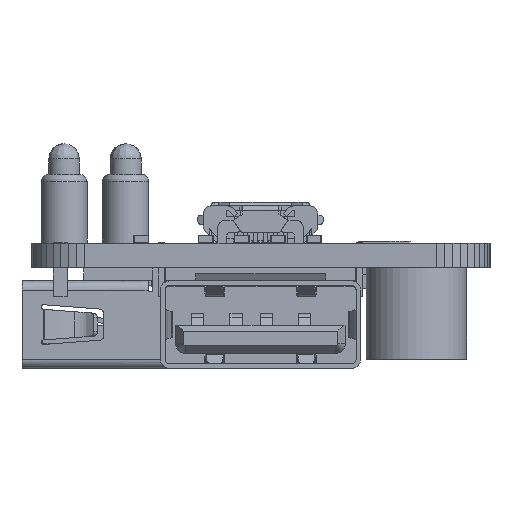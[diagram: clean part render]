
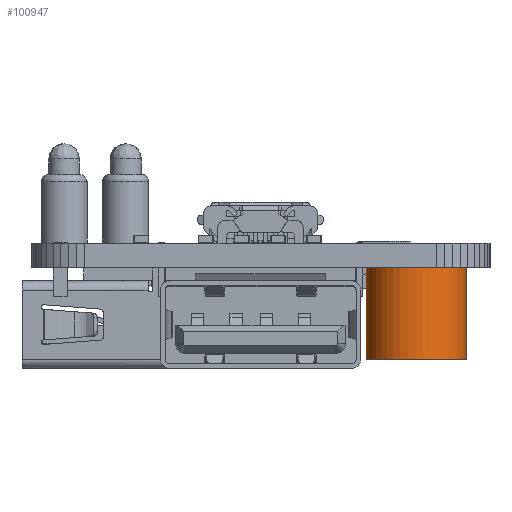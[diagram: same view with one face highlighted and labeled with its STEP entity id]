
A CAD part, left-side view. The second image highlights one B-rep face of the part: STEP entity #100947.
In plain terms, the highlighted free-form (B-spline) face has degree [2, 1] with [7, 2] control points.
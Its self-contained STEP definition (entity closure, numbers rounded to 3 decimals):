
#100947 = ADVANCED_FACE('',(#100948),#100996,.T.);
#100948 = FACE_BOUND('',#100949,.T.);
#100949 = EDGE_LOOP('',(#100950,#100959,#100969,#100977,#100978,#100988)
  );
#100950 = ORIENTED_EDGE('',*,*,#100951,.T.);
#100951 = EDGE_CURVE('',#100952,#100954,#100956,.T.);
#100952 = VERTEX_POINT('',#100953);
#100953 = CARTESIAN_POINT('',(21.412,6.898,
    -2.299));
#100954 = VERTEX_POINT('',#100955);
#100955 = CARTESIAN_POINT('',(21.412,6.898,
    -10.922));
#100956 = B_SPLINE_CURVE_WITH_KNOTS('',1,(#100957,#100958),
  .UNSPECIFIED.,.F.,.F.,(2,2),(0.,6.),.PIECEWISE_BEZIER_KNOTS.);
#100957 = CARTESIAN_POINT('',(21.412,6.898,
    -2.299));
#100958 = CARTESIAN_POINT('',(21.412,6.898,
    -10.922));
#100959 = ORIENTED_EDGE('',*,*,#100960,.F.);
#100960 = EDGE_CURVE('',#100961,#100954,#100963,.T.);
#100961 = VERTEX_POINT('',#100962);
#100962 = CARTESIAN_POINT('',(30.896,6.898,
    -10.922));
#100963 = ( BOUNDED_CURVE() B_SPLINE_CURVE(2,(#100964,#100965,#100966,
#100967,#100968),.UNSPECIFIED.,.F.,.F.) B_SPLINE_CURVE_WITH_KNOTS((3,2,3
),(0.,1.571,3.142),.PIECEWISE_BEZIER_KNOTS.) CURVE() 
GEOMETRIC_REPRESENTATION_ITEM() RATIONAL_B_SPLINE_CURVE((1.,
0.707,1.,0.707,1.)) REPRESENTATION_ITEM('') );
#100964 = CARTESIAN_POINT('',(30.896,6.898,
    -10.922));
#100965 = CARTESIAN_POINT('',(30.896,2.156,
    -10.922));
#100966 = CARTESIAN_POINT('',(26.154,2.156,
    -10.922));
#100967 = CARTESIAN_POINT('',(21.412,2.156,
    -10.922));
#100968 = CARTESIAN_POINT('',(21.412,6.898,
    -10.922));
#100969 = ORIENTED_EDGE('',*,*,#100970,.F.);
#100970 = EDGE_CURVE('',#100954,#100961,#100971,.T.);
#100971 = ( BOUNDED_CURVE() B_SPLINE_CURVE(2,(#100972,#100973,#100974,
#100975,#100976),.UNSPECIFIED.,.F.,.F.) B_SPLINE_CURVE_WITH_KNOTS((3,2,3
    ),(3.142,4.712,6.283),
.PIECEWISE_BEZIER_KNOTS.) CURVE() GEOMETRIC_REPRESENTATION_ITEM() 
RATIONAL_B_SPLINE_CURVE((1.,0.707,1.,0.707,1.)) 
REPRESENTATION_ITEM('') );
#100972 = CARTESIAN_POINT('',(21.412,6.898,
    -10.922));
#100973 = CARTESIAN_POINT('',(21.412,11.64,
    -10.922));
#100974 = CARTESIAN_POINT('',(26.154,11.64,
    -10.922));
#100975 = CARTESIAN_POINT('',(30.896,11.64,
    -10.922));
#100976 = CARTESIAN_POINT('',(30.896,6.898,
    -10.922));
#100977 = ORIENTED_EDGE('',*,*,#100951,.F.);
#100978 = ORIENTED_EDGE('',*,*,#100979,.T.);
#100979 = EDGE_CURVE('',#100952,#100980,#100982,.T.);
#100980 = VERTEX_POINT('',#100981);
#100981 = CARTESIAN_POINT('',(30.896,6.898,
    -2.299));
#100982 = ( BOUNDED_CURVE() B_SPLINE_CURVE(2,(#100983,#100984,#100985,
#100986,#100987),.UNSPECIFIED.,.F.,.F.) B_SPLINE_CURVE_WITH_KNOTS((3,2,3
    ),(3.142,4.712,6.283),
.PIECEWISE_BEZIER_KNOTS.) CURVE() GEOMETRIC_REPRESENTATION_ITEM() 
RATIONAL_B_SPLINE_CURVE((1.,0.707,1.,0.707,1.)) 
REPRESENTATION_ITEM('') );
#100983 = CARTESIAN_POINT('',(21.412,6.898,
    -2.299));
#100984 = CARTESIAN_POINT('',(21.412,11.64,
    -2.299));
#100985 = CARTESIAN_POINT('',(26.154,11.64,
    -2.299));
#100986 = CARTESIAN_POINT('',(30.896,11.64,
    -2.299));
#100987 = CARTESIAN_POINT('',(30.896,6.898,
    -2.299));
#100988 = ORIENTED_EDGE('',*,*,#100989,.T.);
#100989 = EDGE_CURVE('',#100980,#100952,#100990,.T.);
#100990 = ( BOUNDED_CURVE() B_SPLINE_CURVE(2,(#100991,#100992,#100993,
#100994,#100995),.UNSPECIFIED.,.F.,.F.) B_SPLINE_CURVE_WITH_KNOTS((3,2,3
),(0.,1.571,3.142),.PIECEWISE_BEZIER_KNOTS.) CURVE() 
GEOMETRIC_REPRESENTATION_ITEM() RATIONAL_B_SPLINE_CURVE((1.,
0.707,1.,0.707,1.)) REPRESENTATION_ITEM('') );
#100991 = CARTESIAN_POINT('',(30.896,6.898,
    -2.299));
#100992 = CARTESIAN_POINT('',(30.896,2.156,
    -2.299));
#100993 = CARTESIAN_POINT('',(26.154,2.156,
    -2.299));
#100994 = CARTESIAN_POINT('',(21.412,2.156,
    -2.299));
#100995 = CARTESIAN_POINT('',(21.412,6.898,
    -2.299));
#100996 = ( BOUNDED_SURFACE() B_SPLINE_SURFACE(2,1,(
    (#100997,#100998)
    ,(#100999,#101000)
    ,(#101001,#101002)
    ,(#101003,#101004)
    ,(#101005,#101006)
    ,(#101007,#101008)
    ,(#101009,#101010
)),.UNSPECIFIED.,.T.,.F.,.F.) B_SPLINE_SURFACE_WITH_KNOTS((1,2,2,2,2,1),
  (2,2),(-2.094,0.,2.094,4.189,6.283,
    8.378),(-6.,0.),.UNSPECIFIED.) 
GEOMETRIC_REPRESENTATION_ITEM() RATIONAL_B_SPLINE_SURFACE((
    (1.,1.)
    ,(0.5,0.5)
    ,(1.,1.)
    ,(0.5,0.5)
    ,(1.,1.)
    ,(0.5,0.5)
,(1.,1.))) REPRESENTATION_ITEM('') SURFACE() );
#100997 = CARTESIAN_POINT('',(21.412,6.898,
    -10.922));
#100998 = CARTESIAN_POINT('',(21.412,6.898,
    -2.299));
#100999 = CARTESIAN_POINT('',(21.412,-1.316,
    -10.922));
#101000 = CARTESIAN_POINT('',(21.412,-1.316,
    -2.299));
#101001 = CARTESIAN_POINT('',(28.525,2.791,
    -10.922));
#101002 = CARTESIAN_POINT('',(28.525,2.791,
    -2.299));
#101003 = CARTESIAN_POINT('',(35.639,6.898,
    -10.922));
#101004 = CARTESIAN_POINT('',(35.639,6.898,
    -2.299));
#101005 = CARTESIAN_POINT('',(28.525,11.005,
    -10.922));
#101006 = CARTESIAN_POINT('',(28.525,11.005,
    -2.299));
#101007 = CARTESIAN_POINT('',(21.412,15.112,
    -10.922));
#101008 = CARTESIAN_POINT('',(21.412,15.112,
    -2.299));
#101009 = CARTESIAN_POINT('',(21.412,6.898,
    -10.922));
#101010 = CARTESIAN_POINT('',(21.412,6.898,
    -2.299));
